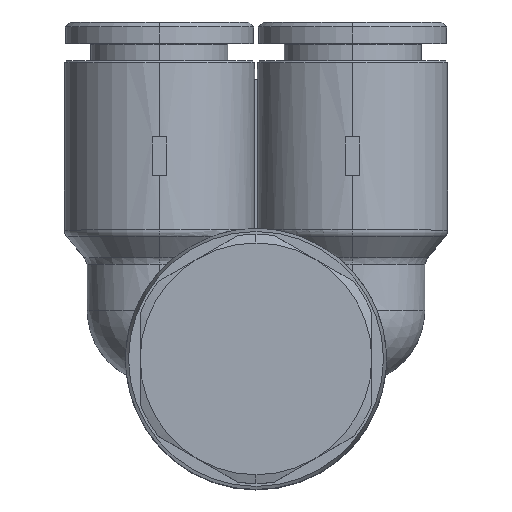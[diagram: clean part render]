
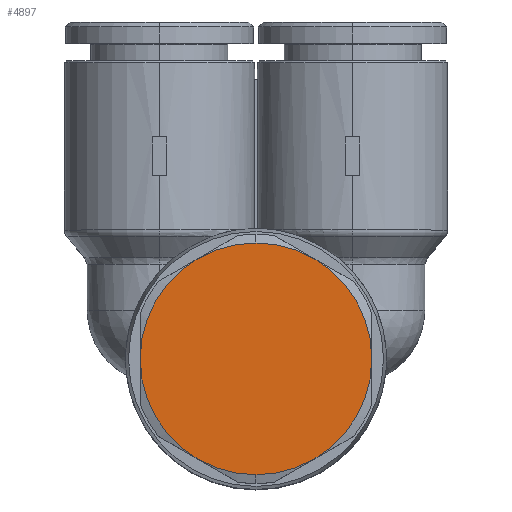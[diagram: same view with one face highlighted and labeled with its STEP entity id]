
A CAD part, top view. The second image highlights one B-rep face of the part: STEP entity #4897.
In plain terms, the highlighted planar face has unit normal (0, 0, 1).
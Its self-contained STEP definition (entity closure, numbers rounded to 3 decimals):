
#3821=CARTESIAN_POINT('',(22.,10.,15.1));
#3822=VERTEX_POINT('',#3821);
#3829=CARTESIAN_POINT('',(20.392,4.,15.1));
#3830=VERTEX_POINT('',#3829);
#3831=CARTESIAN_POINT('',(10.0,10.,15.1));
#3832=DIRECTION('',(0.0,0.0,1.0));
#3833=DIRECTION('',(-1.0,0.0,0.0));
#3834=AXIS2_PLACEMENT_3D('',#3831,#3832,#3833);
#3835=CIRCLE('',#3834,12.);
#3836=EDGE_CURVE('',#3830,#3822,#3835,.T.);
#3860=CARTESIAN_POINT('',(-2.,10.,15.1));
#3861=VERTEX_POINT('',#3860);
#3869=CARTESIAN_POINT('',(-0.392,4.,15.1));
#3870=VERTEX_POINT('',#3869);
#3884=CARTESIAN_POINT('',(10.0,10.,15.1));
#3885=DIRECTION('',(0.0,0.0,1.0));
#3886=DIRECTION('',(-1.0,0.0,0.0));
#3887=AXIS2_PLACEMENT_3D('',#3884,#3885,#3886);
#3888=CIRCLE('',#3887,12.);
#3889=EDGE_CURVE('',#3861,#3870,#3888,.T.);
#4311=CARTESIAN_POINT('',(10.,-2.,15.1));
#4312=VERTEX_POINT('',#4311);
#4348=CARTESIAN_POINT('',(10.0,10.,15.1));
#4349=DIRECTION('',(0.0,0.0,1.0));
#4350=DIRECTION('',(-1.0,0.0,0.0));
#4351=AXIS2_PLACEMENT_3D('',#4348,#4349,#4350);
#4352=CIRCLE('',#4351,12.);
#4353=EDGE_CURVE('',#4312,#3830,#4352,.T.);
#4400=CARTESIAN_POINT('',(10.0,10.,15.1));
#4401=DIRECTION('',(0.0,0.0,1.0));
#4402=DIRECTION('',(-1.0,0.0,0.0));
#4403=AXIS2_PLACEMENT_3D('',#4400,#4401,#4402);
#4404=CIRCLE('',#4403,12.);
#4405=EDGE_CURVE('',#3870,#4312,#4404,.T.);
#4416=CARTESIAN_POINT('',(-0.392,16.,15.1));
#4417=VERTEX_POINT('',#4416);
#4418=CARTESIAN_POINT('',(10.0,10.,15.1));
#4419=DIRECTION('',(0.0,0.0,1.0));
#4420=DIRECTION('',(-1.0,0.0,0.0));
#4421=AXIS2_PLACEMENT_3D('',#4418,#4419,#4420);
#4422=CIRCLE('',#4421,12.);
#4423=EDGE_CURVE('',#4417,#3861,#4422,.T.);
#4470=CARTESIAN_POINT('',(10.,22.,15.1));
#4471=VERTEX_POINT('',#4470);
#4472=CARTESIAN_POINT('',(10.0,10.,15.1));
#4473=DIRECTION('',(0.0,0.0,1.0));
#4474=DIRECTION('',(-1.0,0.0,0.0));
#4475=AXIS2_PLACEMENT_3D('',#4472,#4473,#4474);
#4476=CIRCLE('',#4475,12.);
#4477=EDGE_CURVE('',#4471,#4417,#4476,.T.);
#4524=CARTESIAN_POINT('',(20.392,16.,15.1));
#4525=VERTEX_POINT('',#4524);
#4526=CARTESIAN_POINT('',(10.0,10.,15.1));
#4527=DIRECTION('',(0.0,0.0,1.0));
#4528=DIRECTION('',(-1.0,0.0,0.0));
#4529=AXIS2_PLACEMENT_3D('',#4526,#4527,#4528);
#4530=CIRCLE('',#4529,12.);
#4531=EDGE_CURVE('',#4525,#4471,#4530,.T.);
#4586=CARTESIAN_POINT('',(10.0,10.,15.1));
#4587=DIRECTION('',(0.0,0.0,1.0));
#4588=DIRECTION('',(-1.0,0.0,0.0));
#4589=AXIS2_PLACEMENT_3D('',#4586,#4587,#4588);
#4590=CIRCLE('',#4589,12.);
#4591=EDGE_CURVE('',#3822,#4525,#4590,.T.);
#4882=CARTESIAN_POINT('',(10.,10.,15.1));
#4883=DIRECTION('',(0.0,0.0,1.0));
#4884=DIRECTION('',(-1.0,0.0,0.0));
#4885=AXIS2_PLACEMENT_3D('',#4882,#4883,#4884);
#4886=PLANE('',#4885);
#4887=ORIENTED_EDGE('',*,*,#3836,.T.);
#4888=ORIENTED_EDGE('',*,*,#4591,.T.);
#4889=ORIENTED_EDGE('',*,*,#4531,.T.);
#4890=ORIENTED_EDGE('',*,*,#4477,.T.);
#4891=ORIENTED_EDGE('',*,*,#4423,.T.);
#4892=ORIENTED_EDGE('',*,*,#3889,.T.);
#4893=ORIENTED_EDGE('',*,*,#4405,.T.);
#4894=ORIENTED_EDGE('',*,*,#4353,.T.);
#4895=EDGE_LOOP('',(#4887,#4888,#4889,#4890,#4891,#4892,#4893,#4894));
#4896=FACE_OUTER_BOUND('',#4895,.T.);
#4897=ADVANCED_FACE('',(#4896),#4886,.T.);
